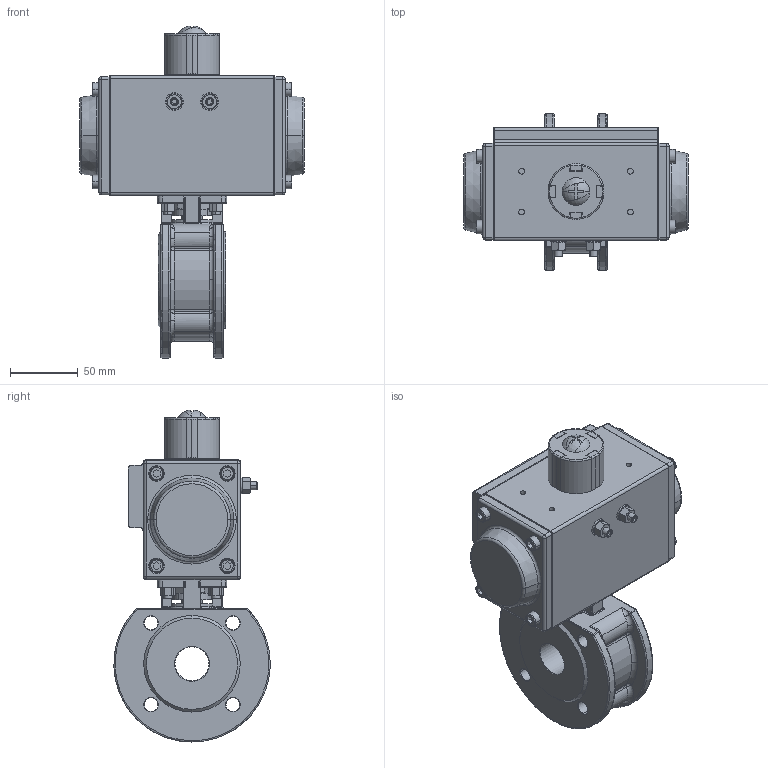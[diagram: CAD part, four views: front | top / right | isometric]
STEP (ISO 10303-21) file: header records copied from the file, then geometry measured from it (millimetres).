
FILE_DESCRIPTION(('HOOPS Exchange Step'),'2;1');
FILE_NAME('PK0601_DN25.stp','2025-05-09T11:40:38+02:00',('nieru'),('Unknown organisation'),'HOOPS Exchange 2024.2','HOOPS Exchange','Unknown authorisation');
FILE_SCHEMA( ('AP203_CONFIGURATION_CONTROLLED_3D_DESIGN_OF_MECHANICAL_PARTS_AND_ASSEMBLIES_MIM_LF') );
Length unit declared in the file: millimetre
Products named in the file (5): 0; root
Assembly tree (4 placements, depth 3):
  root
    0
      0
      0
      0
Bounding box: 165 x 114.88 x 244.15 mm (x, y, z)
Volume: 994625.7 mm3; surface area: 206234.6 mm2
Topology: 36 solids, 36 shells, 1588 faces, 3793 edges, 2271 vertices
Faces by surface type: cylinder 511, plane 482, cone 191, bspline 179, torus 171, sphere 54
Full cylindrical faces by diameter (mm): 5 x1, 12.966 x1, 15 x1, 25 x1
Entity records: 66218 total; most frequent: CARTESIAN_POINT 30687, ORIENTED_EDGE 7460, DIRECTION 7208, EDGE_CURVE 3730, AXIS2_PLACEMENT_3D 2822, VERTEX_POINT 2273, EDGE_LOOP 1731, FACE_BOUND 1731
